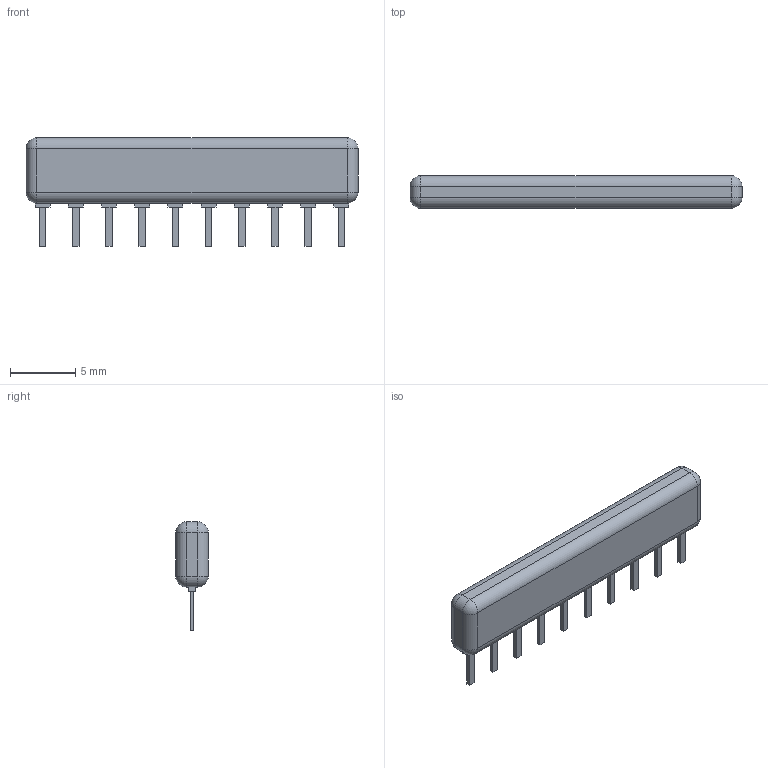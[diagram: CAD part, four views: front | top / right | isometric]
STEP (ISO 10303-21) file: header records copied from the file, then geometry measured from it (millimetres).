
FILE_DESCRIPTION(/* description */ ('model of R_Array_SIP10'),/* implementation_level */ '2;1');
FILE_NAME(/* name */ 'R_Array_SIP10.step',/* time_stamp */ '2017-10-31T21:41:24',/* author */ ('kicad StepUp','ksu'),/* organization */ ('FreeCAD'),/* preprocessor_version */ 'OCC',/* originating_system */ 'kicad StepUp',/* authorisation */ '');
FILE_SCHEMA(('AUTOMOTIVE_DESIGN_CC2 { 1 2 10303 214 -1 1 5 4 }'));
Length unit declared in the file: millimetre
Products named in the file (2): ASSEMBLY; R_Array_SIP10
Assembly tree (1 placements, depth 2):
  ASSEMBLY
    R_Array_SIP10
Bounding box: 25.4 x 2.5 x 8.3 mm (x, y, z)
Volume: 304.9 mm3; surface area: 416 mm2
Topology: 1 solids, 1 shells, 126 faces, 302 edges, 188 vertices
Faces by surface type: plane 106, cylinder 12, sphere 8
Entity records: 4427 total; most frequent: CARTESIAN_POINT 610, ORIENTED_EDGE 588, DIRECTION 578, EDGE_CURVE 294, LINE 266, VECTOR 266, VERTEX_POINT 188, AXIS2_PLACEMENT_3D 156
